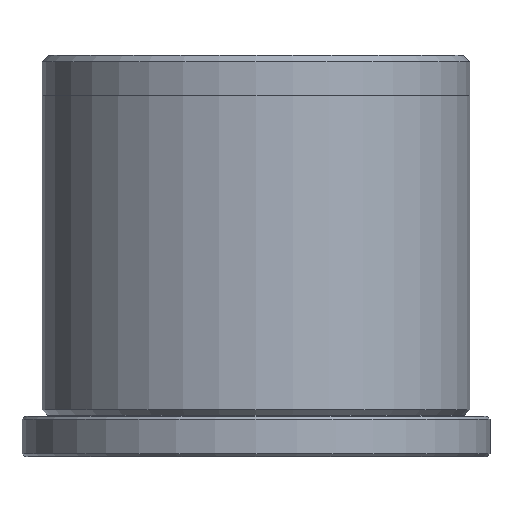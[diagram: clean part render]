
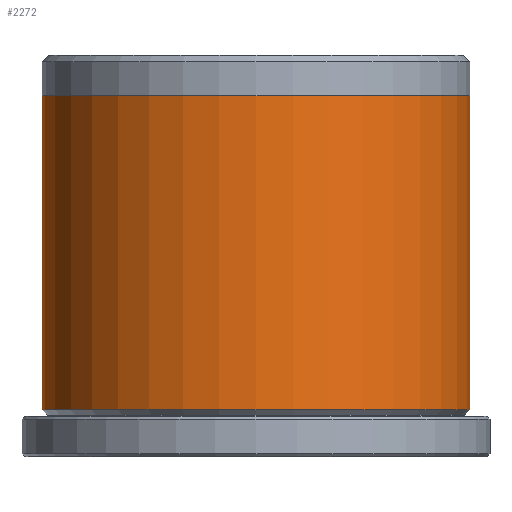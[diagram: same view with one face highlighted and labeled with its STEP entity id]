
A CAD part, front view. The second image highlights one B-rep face of the part: STEP entity #2272.
In plain terms, the highlighted cylindrical face has radius 16 mm (diameter 32 mm), a partial arc.
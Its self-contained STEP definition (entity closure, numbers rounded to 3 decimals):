
#15 = CARTESIAN_POINT ( 'NONE',  ( -16., 0., 3.5 ) ) ;
#23 = VERTEX_POINT ( 'NONE', #921 ) ;
#68 = CYLINDRICAL_SURFACE ( 'NONE', #437, 16. ) ;
#217 = EDGE_LOOP ( 'NONE', ( #829, #1240, #2929, #668 ) ) ;
#400 = CARTESIAN_POINT ( 'NONE',  ( -16., 0., 27. ) ) ;
#414 = VERTEX_POINT ( 'NONE', #15 ) ;
#437 = AXIS2_PLACEMENT_3D ( 'NONE', #669, #925, #2743 ) ;
#511 = VERTEX_POINT ( 'NONE', #400 ) ;
#660 = DIRECTION ( 'NONE',  ( 0., 0., -1. ) ) ;
#668 = ORIENTED_EDGE ( 'NONE', *, *, #2218, .F. ) ;
#669 = CARTESIAN_POINT ( 'NONE',  ( 0., 0., 30. ) ) ;
#801 = VERTEX_POINT ( 'NONE', #1431 ) ;
#829 = ORIENTED_EDGE ( 'NONE', *, *, #1259, .F. ) ;
#921 = CARTESIAN_POINT ( 'NONE',  ( 16., 0., 3.5 ) ) ;
#925 = DIRECTION ( 'NONE',  ( 0., 0., -1. ) ) ;
#942 = EDGE_CURVE ( 'NONE', #511, #414, #1089, .T. ) ;
#966 = CIRCLE ( 'NONE', #1857, 16. ) ;
#1089 = LINE ( 'NONE', #1916, #2224 ) ;
#1240 = ORIENTED_EDGE ( 'NONE', *, *, #2524, .F. ) ;
#1253 = DIRECTION ( 'NONE',  ( 0., 0., 1. ) ) ;
#1259 = EDGE_CURVE ( 'NONE', #801, #23, #2362, .T. ) ;
#1431 = CARTESIAN_POINT ( 'NONE',  ( 16., 0., 27. ) ) ;
#1732 = DIRECTION ( 'NONE',  ( 0., 0., -1. ) ) ;
#1784 = VECTOR ( 'NONE', #1732, 1000. ) ;
#1857 = AXIS2_PLACEMENT_3D ( 'NONE', #2616, #1253, #2839 ) ;
#1916 = CARTESIAN_POINT ( 'NONE',  ( -16., 0., 30. ) ) ;
#1954 = CARTESIAN_POINT ( 'NONE',  ( 16., 0., 30. ) ) ;
#2056 = CARTESIAN_POINT ( 'NONE',  ( 0., 0., 3.5 ) ) ;
#2082 = CIRCLE ( 'NONE', #2803, 16. ) ;
#2129 = DIRECTION ( 'NONE',  ( 0., 0., -1. ) ) ;
#2218 = EDGE_CURVE ( 'NONE', #23, #414, #2082, .T. ) ;
#2224 = VECTOR ( 'NONE', #2129, 1000. ) ;
#2272 = ADVANCED_FACE ( 'NONE', ( #2690 ), #68, .T. ) ;
#2283 = DIRECTION ( 'NONE',  ( -1., 0., 0. ) ) ;
#2362 = LINE ( 'NONE', #1954, #1784 ) ;
#2524 = EDGE_CURVE ( 'NONE', #511, #801, #966, .T. ) ;
#2616 = CARTESIAN_POINT ( 'NONE',  ( 0., 0., 27. ) ) ;
#2690 = FACE_OUTER_BOUND ( 'NONE', #217, .T. ) ;
#2743 = DIRECTION ( 'NONE',  ( -1., 0., 0. ) ) ;
#2803 = AXIS2_PLACEMENT_3D ( 'NONE', #2056, #660, #2283 ) ;
#2839 = DIRECTION ( 'NONE',  ( 1., 0., 0. ) ) ;
#2929 = ORIENTED_EDGE ( 'NONE', *, *, #942, .T. ) ;
